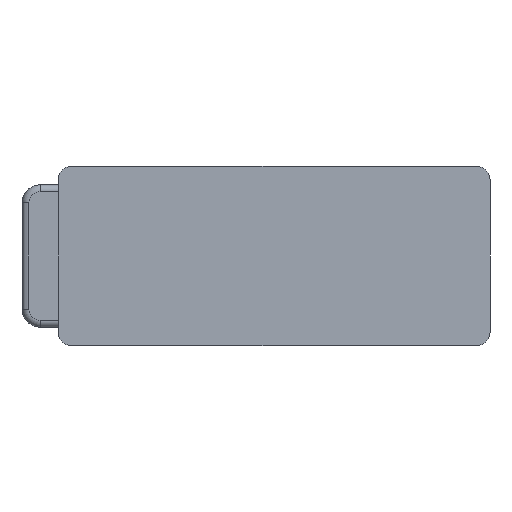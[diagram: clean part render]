
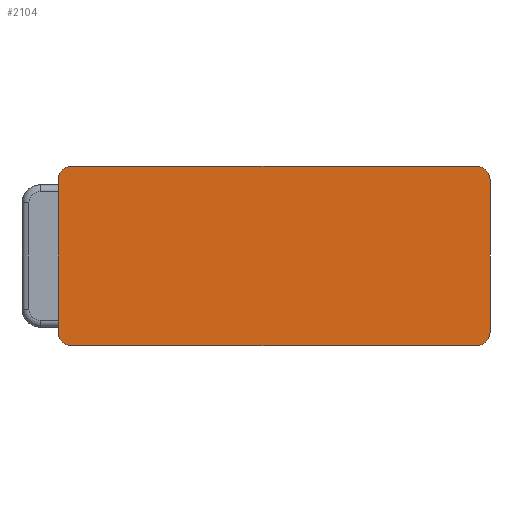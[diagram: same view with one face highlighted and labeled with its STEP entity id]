
A CAD part, left-side view. The second image highlights one B-rep face of the part: STEP entity #2104.
In plain terms, the highlighted planar face has unit normal (-1, 0, 0).
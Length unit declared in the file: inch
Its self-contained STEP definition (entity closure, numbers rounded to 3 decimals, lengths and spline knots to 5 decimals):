
#6=DIRECTION('',(0.,-1.,0.));
#7=VECTOR('',#6,1.774);
#8=CARTESIAN_POINT('',(0.,0.898,-0.3935));
#9=LINE('',#8,#7);
#78=CARTESIAN_POINT('',(0.,0.898,0.3335));
#79=DIRECTION('',(-1.,0.,0.));
#80=DIRECTION('',(0.,0.,1.));
#81=AXIS2_PLACEMENT_3D('',#78,#79,#80);
#83=CARTESIAN_POINT('',(0.,-0.876,0.3335));
#84=DIRECTION('',(-1.,0.,0.));
#85=DIRECTION('',(0.,-1.,0.));
#86=AXIS2_PLACEMENT_3D('',#83,#84,#85);
#88=CARTESIAN_POINT('',(0.,-0.876,-0.3335));
#89=DIRECTION('',(-1.,0.,0.));
#90=DIRECTION('',(0.,0.,-1.));
#91=AXIS2_PLACEMENT_3D('',#88,#89,#90);
#93=CARTESIAN_POINT('',(0.,0.898,-0.3335));
#94=DIRECTION('',(-1.,0.,0.));
#95=DIRECTION('',(0.,1.,0.));
#96=AXIS2_PLACEMENT_3D('',#93,#94,#95);
#98=DIRECTION('',(0.,0.,1.));
#99=VECTOR('',#98,0.667);
#100=CARTESIAN_POINT('',(0.,0.958,-0.3335));
#101=LINE('',#100,#99);
#114=DIRECTION('',(0.,-1.,0.));
#115=VECTOR('',#114,1.774);
#116=CARTESIAN_POINT('',(0.,0.898,0.3935));
#117=LINE('',#116,#115);
#126=DIRECTION('',(0.,0.,1.));
#127=VECTOR('',#126,0.667);
#128=CARTESIAN_POINT('',(0.,-0.936,-0.3335));
#129=LINE('',#128,#127);
#1602=CARTESIAN_POINT('',(0.,0.898,0.3935));
#1603=CARTESIAN_POINT('',(0.,0.958,0.3335));
#1604=VERTEX_POINT('',#1602);
#1605=VERTEX_POINT('',#1603);
#1614=CARTESIAN_POINT('',(0.,0.958,-0.3335));
#1615=VERTEX_POINT('',#1614);
#1616=CARTESIAN_POINT('',(0.,0.898,-0.3935));
#1617=VERTEX_POINT('',#1616);
#1622=CARTESIAN_POINT('',(0.,-0.936,0.3335));
#1623=VERTEX_POINT('',#1622);
#1624=CARTESIAN_POINT('',(0.,-0.876,0.3935));
#1625=VERTEX_POINT('',#1624);
#1626=CARTESIAN_POINT('',(0.,-0.876,-0.3935));
#1627=CARTESIAN_POINT('',(0.,-0.936,-0.3335));
#1628=VERTEX_POINT('',#1626);
#1629=VERTEX_POINT('',#1627);
#2084=CARTESIAN_POINT('',(0.,0.958,-0.3935));
#2085=DIRECTION('',(-1.,0.,0.));
#2086=DIRECTION('',(0.,-1.,0.));
#2087=AXIS2_PLACEMENT_3D('',#2084,#2085,#2086);
#2088=PLANE('',#2087);
#2089=ORIENTED_EDGE('',*,*,#2074,.F.);
#2091=ORIENTED_EDGE('',*,*,#2090,.T.);
#2093=ORIENTED_EDGE('',*,*,#2092,.F.);
#2095=ORIENTED_EDGE('',*,*,#2094,.F.);
#2097=ORIENTED_EDGE('',*,*,#2096,.F.);
#2098=ORIENTED_EDGE('',*,*,#2005,.F.);
#2099=ORIENTED_EDGE('',*,*,#2023,.F.);
#2101=ORIENTED_EDGE('',*,*,#2100,.T.);
#2102=EDGE_LOOP('',(#2089,#2091,#2093,#2095,#2097,#2098,#2099,#2101));
#2103=FACE_OUTER_BOUND('',#2102,.F.);
#2104=ADVANCED_FACE('',(#2103),#2088,.T.);
#82=CIRCLE('',#81,0.06);
#87=CIRCLE('',#86,0.06);
#92=CIRCLE('',#91,0.06);
#97=CIRCLE('',#96,0.06);
#2005=EDGE_CURVE('',#1617,#1628,#9,.T.);
#2023=EDGE_CURVE('',#1615,#1617,#97,.T.);
#2074=EDGE_CURVE('',#1604,#1605,#82,.T.);
#2090=EDGE_CURVE('',#1604,#1625,#117,.T.);
#2092=EDGE_CURVE('',#1623,#1625,#87,.T.);
#2094=EDGE_CURVE('',#1629,#1623,#129,.T.);
#2096=EDGE_CURVE('',#1628,#1629,#92,.T.);
#2100=EDGE_CURVE('',#1615,#1605,#101,.T.);
